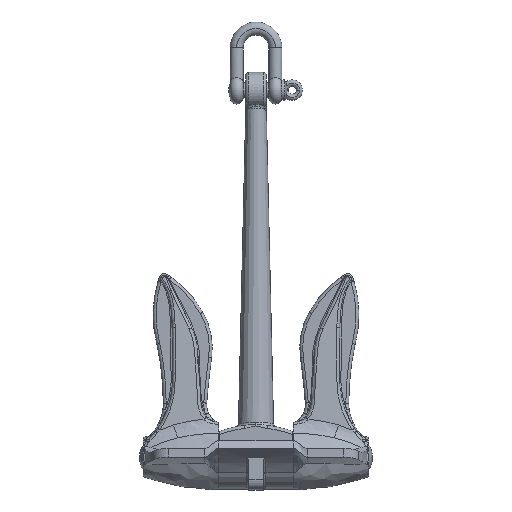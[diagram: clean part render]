
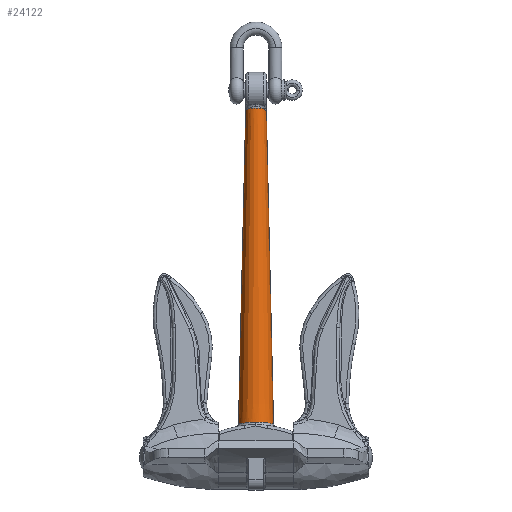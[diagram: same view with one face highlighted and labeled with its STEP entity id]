
A CAD part, top view. The second image highlights one B-rep face of the part: STEP entity #24122.
In plain terms, the highlighted conical face has half-angle 1.324 degrees and reference radius 95.561 mm.
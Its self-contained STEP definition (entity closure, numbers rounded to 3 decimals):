
#21959=CARTESIAN_POINT('',(0.,2397.5,70.5));
#21967=DIRECTION('',(0.,-1.,0.023));
#21968=VECTOR('',#21967,2169.699);
#21969=CARTESIAN_POINT('',(0.,2397.5,70.5));
#21970=LINE('',#21969,#21968);
#21981=CARTESIAN_POINT('',(0.,228.38,
120.622));
#21983=CARTESIAN_POINT('',(0.,228.38,
-120.622));
#21995=DIRECTION('',(0.,-1.,
-0.023));
#21996=VECTOR('',#21995,2169.699);
#21997=CARTESIAN_POINT('',(0.,2397.5,-70.5));
#21998=LINE('',#21997,#21996);
#22085=CARTESIAN_POINT('',(6.657,2383.93,70.5));
#22110=CARTESIAN_POINT('',(12.518,2382.178,69.739));
#22111=CARTESIAN_POINT('',(11.986,2382.108,69.837));
#22112=CARTESIAN_POINT('',(10.963,2382.01,70.01));
#22113=CARTESIAN_POINT('',(9.551,2382.013,70.216));
#22114=CARTESIAN_POINT('',(8.252,2382.219,70.375));
#22115=CARTESIAN_POINT('',(7.141,2382.813,70.48));
#22116=CARTESIAN_POINT('',(6.761,2383.507,70.5));
#22117=CARTESIAN_POINT('',(6.657,2383.93,70.5));
#22291=CARTESIAN_POINT('',(0.,2397.5,70.5));
#22292=CARTESIAN_POINT('',(0.36,2397.5,70.5));
#22293=CARTESIAN_POINT('',(1.029,2397.264,70.5));
#22294=CARTESIAN_POINT('',(1.891,2396.466,70.5));
#22295=CARTESIAN_POINT('',(2.626,2395.433,70.5));
#22296=CARTESIAN_POINT('',(3.288,2394.225,70.5));
#22297=CARTESIAN_POINT('',(3.901,2392.869,70.5));
#22298=CARTESIAN_POINT('',(4.482,2391.372,70.5));
#22299=CARTESIAN_POINT('',(5.043,2389.737,70.5));
#22300=CARTESIAN_POINT('',(5.588,2387.959,70.5));
#22301=CARTESIAN_POINT('',(6.125,2386.035,70.5));
#22302=CARTESIAN_POINT('',(6.48,2384.649,70.5));
#22303=CARTESIAN_POINT('',(6.657,2383.93,70.5));
#22305=CARTESIAN_POINT('',(12.518,2382.178,69.739));
#22306=CARTESIAN_POINT('',(13.961,2382.368,69.476));
#22307=CARTESIAN_POINT('',(16.722,2382.801,68.878));
#22308=CARTESIAN_POINT('',(20.487,2383.553,67.829));
#22309=CARTESIAN_POINT('',(23.908,2384.363,66.675));
#22310=CARTESIAN_POINT('',(27.008,2385.203,65.455));
#22311=CARTESIAN_POINT('',(29.811,2386.054,64.201));
#22312=CARTESIAN_POINT('',(32.345,2386.895,62.938));
#22313=CARTESIAN_POINT('',(34.632,2387.711,61.684));
#22314=CARTESIAN_POINT('',(36.694,2388.494,60.456));
#22315=CARTESIAN_POINT('',(38.554,2389.237,59.264));
#22316=CARTESIAN_POINT('',(40.23,2389.938,58.118));
#22317=CARTESIAN_POINT('',(41.741,2390.593,57.022));
#22318=CARTESIAN_POINT('',(43.103,2391.204,55.98));
#22319=CARTESIAN_POINT('',(44.333,2391.77,54.993));
#22320=CARTESIAN_POINT('',(45.446,2392.293,54.061));
#22321=CARTESIAN_POINT('',(46.454,2392.776,53.181));
#22322=CARTESIAN_POINT('',(47.37,2393.221,52.352));
#22323=CARTESIAN_POINT('',(48.207,2393.633,51.569));
#22324=CARTESIAN_POINT('',(48.976,2394.014,50.826));
#22325=CARTESIAN_POINT('',(49.685,2394.368,50.121));
#22326=CARTESIAN_POINT('',(50.338,2394.694,49.455));
#22327=CARTESIAN_POINT('',(50.939,2394.996,48.825));
#22328=CARTESIAN_POINT('',(51.493,2395.274,48.23));
#22329=CARTESIAN_POINT('',(52.004,2395.53,47.67));
#22330=CARTESIAN_POINT('',(52.475,2395.765,47.143));
#22331=CARTESIAN_POINT('',(52.911,2395.981,46.645));
#22332=CARTESIAN_POINT('',(53.314,2396.179,46.176));
#22333=CARTESIAN_POINT('',(53.69,2396.36,45.733));
#22334=CARTESIAN_POINT('',(54.04,2396.527,45.313));
#22335=CARTESIAN_POINT('',(54.368,2396.68,44.913));
#22336=CARTESIAN_POINT('',(54.676,2396.821,44.531));
#22337=CARTESIAN_POINT('',(54.969,2396.951,44.164));
#22338=CARTESIAN_POINT('',(55.249,2397.069,43.81));
#22339=CARTESIAN_POINT('',(55.518,2397.178,43.464));
#22340=CARTESIAN_POINT('',(55.78,2397.277,43.123));
#22341=CARTESIAN_POINT('',(56.035,2397.363,42.788));
#22342=CARTESIAN_POINT('',(56.278,2397.434,42.465));
#22343=CARTESIAN_POINT('',(56.505,2397.481,42.161));
#22344=CARTESIAN_POINT('',(56.643,2397.498,41.975));
#22345=CARTESIAN_POINT('',(56.709,2397.498,41.884));
#22347=CARTESIAN_POINT('',(0.,2397.5,0.));
#22348=DIRECTION('',(0.,1.,0.));
#22349=DIRECTION('',(0.804,0.,0.594));
#22350=AXIS2_PLACEMENT_3D('',#22347,#22348,#22349);
#22352=CARTESIAN_POINT('',(0.,2397.5,0.));
#22353=DIRECTION('',(0.,-1.,0.));
#22354=DIRECTION('',(0.,0.,-1.));
#22355=AXIS2_PLACEMENT_3D('',#22352,#22353,#22354);
#22357=CARTESIAN_POINT('',(120.317,241.537,
-0.009));
#22358=CARTESIAN_POINT('',(120.316,241.536,
-7.825));
#22359=CARTESIAN_POINT('',(118.774,241.201,
-23.368));
#22360=CARTESIAN_POINT('',(112.366,239.848,
-45.043));
#22361=CARTESIAN_POINT('',(101.979,237.809,
-65.387));
#22362=CARTESIAN_POINT('',(87.712,235.326,
-83.61));
#22363=CARTESIAN_POINT('',(70.672,232.84,
-98.514));
#22364=CARTESIAN_POINT('',(50.105,230.522,
-110.604));
#22365=CARTESIAN_POINT('',(25.806,228.795,
-118.759));
#22366=CARTESIAN_POINT('',(8.68,228.38,
-120.621));
#22367=CARTESIAN_POINT('',(0.,228.38,
-120.622));
#22369=CARTESIAN_POINT('',(0.,228.38,
120.622));
#22370=CARTESIAN_POINT('',(8.224,228.38,120.622));
#22371=CARTESIAN_POINT('',(24.363,228.763,118.891));
#22372=CARTESIAN_POINT('',(46.099,230.189,112.197));
#22373=CARTESIAN_POINT('',(66.668,232.329,101.306));
#22374=CARTESIAN_POINT('',(84.504,234.819,86.859));
#22375=CARTESIAN_POINT('',(99.146,237.288,69.575));
#22376=CARTESIAN_POINT('',(110.626,239.489,49.433));
#22377=CARTESIAN_POINT('',(118.479,241.135,25.624));
#22378=CARTESIAN_POINT('',(120.318,241.536,8.667));
#22379=CARTESIAN_POINT('',(120.317,241.537,
-0.009));
#22398=CARTESIAN_POINT('',(12.518,2382.178,69.739));
#22400=CARTESIAN_POINT('',(56.706,2397.495,
-41.889));
#22413=CARTESIAN_POINT('',(56.709,2397.498,41.884));
#22523=VERTEX_POINT('',#22400);
#22525=CARTESIAN_POINT('',(0.,2397.5,-70.5));
#22526=VERTEX_POINT('',#22525);
#22530=VERTEX_POINT('',#21959);
#22531=VERTEX_POINT('',#22413);
#22538=VERTEX_POINT('',#21981);
#22539=VERTEX_POINT('',#22379);
#22540=VERTEX_POINT('',#21983);
#22579=VERTEX_POINT('',#22085);
#22581=VERTEX_POINT('',#22398);
#24103=CARTESIAN_POINT('',(0.,1312.94,0.));
#24104=DIRECTION('',(0.,-1.,0.));
#24105=DIRECTION('',(0.,0.,1.));
#24106=AXIS2_PLACEMENT_3D('',#24103,#24104,#24105);
#24107=CONICAL_SURFACE('',#24106,95.561,1.324);
#24108=ORIENTED_EDGE('',*,*,#23496,.T.);
#24109=ORIENTED_EDGE('',*,*,#23605,.F.);
#24111=ORIENTED_EDGE('',*,*,#24110,.T.);
#24113=ORIENTED_EDGE('',*,*,#24112,.T.);
#24114=ORIENTED_EDGE('',*,*,#24097,.F.);
#24115=ORIENTED_EDGE('',*,*,#23433,.T.);
#24116=ORIENTED_EDGE('',*,*,#22640,.F.);
#24118=ORIENTED_EDGE('',*,*,#24117,.F.);
#24119=ORIENTED_EDGE('',*,*,#23429,.F.);
#24120=EDGE_LOOP('',(#24108,#24109,#24111,#24113,#24114,#24115,#24116,#24118,
#24119));
#24121=FACE_OUTER_BOUND('',#24120,.F.);
#24122=ADVANCED_FACE('',(#24121),#24107,.T.);
#22118=B_SPLINE_CURVE_WITH_KNOTS('',3,(#22110,#22111,#22112,#22113,#22114,
#22115,#22116,#22117),.UNSPECIFIED.,.F.,.F.,(4,1,1,1,1,4),(0.,0.2,0.4,
0.6,0.8,1.),.UNSPECIFIED.);
#22304=B_SPLINE_CURVE_WITH_KNOTS('',3,(#22291,#22292,#22293,#22294,#22295,
#22296,#22297,#22298,#22299,#22300,#22301,#22302,#22303),.UNSPECIFIED.,.F.,.F.,(
4,1,1,1,1,1,1,1,1,1,4),(0.,0.1,0.2,0.3,0.4,0.5,0.6,0.7,0.8,
0.9,1.),.UNSPECIFIED.);
#22346=B_SPLINE_CURVE_WITH_KNOTS('',3,(#22305,#22306,#22307,#22308,#22309,
#22310,#22311,#22312,#22313,#22314,#22315,#22316,#22317,#22318,#22319,#22320,
#22321,#22322,#22323,#22324,#22325,#22326,#22327,#22328,#22329,#22330,#22331,
#22332,#22333,#22334,#22335,#22336,#22337,#22338,#22339,#22340,#22341,#22342,
#22343,#22344,#22345),.UNSPECIFIED.,.F.,.F.,(4,1,1,1,1,1,1,1,1,1,1,1,1,1,1,1,1,
1,1,1,1,1,1,1,1,1,1,1,1,1,1,1,1,1,1,1,1,1,4),(0.,0.026,
0.053,0.079,0.105,0.132,
0.158,0.184,0.211,0.237,
0.263,0.289,0.316,0.342,
0.368,0.395,0.421,0.447,
0.474,0.5,0.526,0.553,0.579,
0.605,0.632,0.658,0.684,
0.711,0.737,0.763,0.789,
0.816,0.842,0.868,0.895,
0.921,0.947,0.974,1.),.UNSPECIFIED.);
#22351=CIRCLE('',#22350,70.5);
#22356=CIRCLE('',#22355,70.5);
#22368=B_SPLINE_CURVE_WITH_KNOTS('',3,(#22357,#22358,#22359,#22360,#22361,
#22362,#22363,#22364,#22365,#22366,#22367),.UNSPECIFIED.,.F.,.F.,(4,1,1,1,1,1,1,
1,4),(0.,0.125,0.25,0.375,0.5,0.625,0.75,0.875,1.),
.UNSPECIFIED.);
#22380=B_SPLINE_CURVE_WITH_KNOTS('',3,(#22369,#22370,#22371,#22372,#22373,
#22374,#22375,#22376,#22377,#22378,#22379),.UNSPECIFIED.,.F.,.F.,(4,1,1,1,1,1,1,
1,4),(0.,0.125,0.25,0.375,0.5,0.625,0.75,0.875,1.),
.UNSPECIFIED.);
#22640=EDGE_CURVE('',#22539,#22540,#22368,.T.);
#23429=EDGE_CURVE('',#22530,#22538,#21970,.T.);
#23433=EDGE_CURVE('',#22526,#22540,#21998,.T.);
#23496=EDGE_CURVE('',#22530,#22579,#22304,.T.);
#23605=EDGE_CURVE('',#22581,#22579,#22118,.T.);
#24097=EDGE_CURVE('',#22526,#22523,#22356,.T.);
#24110=EDGE_CURVE('',#22581,#22531,#22346,.T.);
#24112=EDGE_CURVE('',#22531,#22523,#22351,.T.);
#24117=EDGE_CURVE('',#22538,#22539,#22380,.T.);
